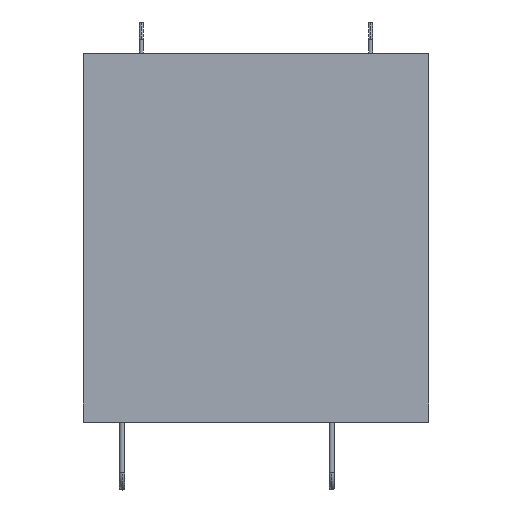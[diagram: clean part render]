
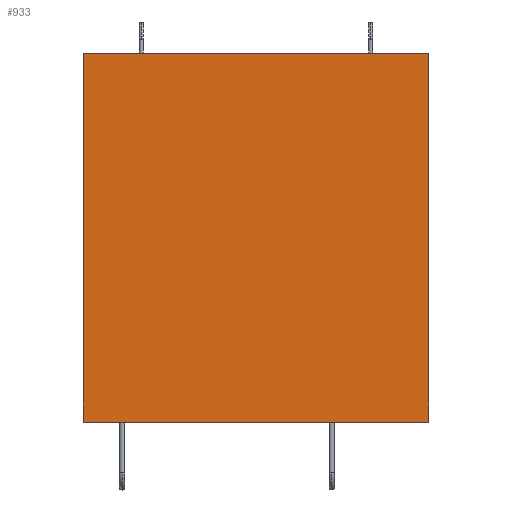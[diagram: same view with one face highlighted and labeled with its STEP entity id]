
A CAD part, front view. The second image highlights one B-rep face of the part: STEP entity #933.
In plain terms, the highlighted planar face has unit normal (0, -1, 0).
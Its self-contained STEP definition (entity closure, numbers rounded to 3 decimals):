
#62 = VERTEX_POINT ( 'NONE', #1155 ) ;
#82 = EDGE_LOOP ( 'NONE', ( #877, #1813, #1684, #1022 ) ) ;
#247 = LINE ( 'NONE', #934, #322 ) ;
#276 = EDGE_CURVE ( 'NONE', #760, #1796, #1768, .T. ) ;
#300 = AXIS2_PLACEMENT_3D ( 'NONE', #1745, #443, #1909 ) ;
#321 = VERTEX_POINT ( 'NONE', #1954 ) ;
#322 = VECTOR ( 'NONE', #1104, 1000. ) ;
#425 = EDGE_CURVE ( 'NONE', #1796, #321, #247, .T. ) ;
#443 = DIRECTION ( 'NONE',  ( 0., 1., 0. ) ) ;
#479 = DIRECTION ( 'NONE',  ( 0., 0., -1. ) ) ;
#498 = CARTESIAN_POINT ( 'NONE',  ( 900., 0., 0. ) ) ;
#623 = LINE ( 'NONE', #1410, #1893 ) ;
#646 = CARTESIAN_POINT ( 'NONE',  ( 900., 0., -950. ) ) ;
#716 = VECTOR ( 'NONE', #1815, 1000. ) ;
#760 = VERTEX_POINT ( 'NONE', #498 ) ;
#855 = EDGE_CURVE ( 'NONE', #321, #62, #623, .T. ) ;
#862 = EDGE_CURVE ( 'NONE', #760, #62, #1488, .T. ) ;
#877 = ORIENTED_EDGE ( 'NONE', *, *, #862, .T. ) ;
#910 = DIRECTION ( 'NONE',  ( 0., 0., 1. ) ) ;
#933 = ADVANCED_FACE ( 'NONE', ( #1530 ), #1572, .F. ) ;
#934 = CARTESIAN_POINT ( 'NONE',  ( 900., 0., -950. ) ) ;
#937 = CARTESIAN_POINT ( 'NONE',  ( 900., 0., -950. ) ) ;
#1022 = ORIENTED_EDGE ( 'NONE', *, *, #276, .F. ) ;
#1104 = DIRECTION ( 'NONE',  ( -1., 0., 0. ) ) ;
#1155 = CARTESIAN_POINT ( 'NONE',  ( 10., 0., 0. ) ) ;
#1410 = CARTESIAN_POINT ( 'NONE',  ( 10., 0., -950. ) ) ;
#1486 = CARTESIAN_POINT ( 'NONE',  ( 900., 0., 0. ) ) ;
#1488 = LINE ( 'NONE', #1486, #716 ) ;
#1530 = FACE_OUTER_BOUND ( 'NONE', #82, .T. ) ;
#1572 = PLANE ( 'NONE',  #300 ) ;
#1684 = ORIENTED_EDGE ( 'NONE', *, *, #425, .F. ) ;
#1691 = VECTOR ( 'NONE', #479, 1000. ) ;
#1745 = CARTESIAN_POINT ( 'NONE',  ( 900., 0., -950. ) ) ;
#1768 = LINE ( 'NONE', #646, #1691 ) ;
#1796 = VERTEX_POINT ( 'NONE', #937 ) ;
#1813 = ORIENTED_EDGE ( 'NONE', *, *, #855, .F. ) ;
#1815 = DIRECTION ( 'NONE',  ( -1., 0., 0. ) ) ;
#1893 = VECTOR ( 'NONE', #910, 1000. ) ;
#1909 = DIRECTION ( 'NONE',  ( 0., 0., 1. ) ) ;
#1954 = CARTESIAN_POINT ( 'NONE',  ( 10., 0., -950. ) ) ;
